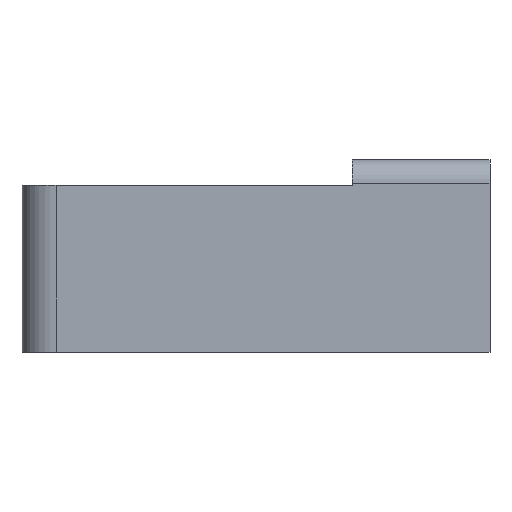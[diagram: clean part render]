
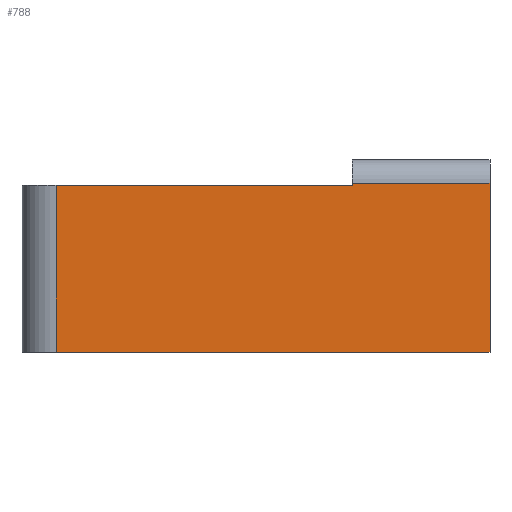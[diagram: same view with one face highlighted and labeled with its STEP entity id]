
A CAD part, front view. The second image highlights one B-rep face of the part: STEP entity #788.
In plain terms, the highlighted planar face has unit normal (0, -1, 0).
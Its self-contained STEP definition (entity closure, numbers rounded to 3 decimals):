
#10 = DIRECTION ( 'NONE',  ( 0., -1., 0. ) ) ;
#22 = LINE ( 'NONE', #231, #748 ) ;
#24 = LINE ( 'NONE', #654, #98 ) ;
#26 = ORIENTED_EDGE ( 'NONE', *, *, #415, .F. ) ;
#30 = ORIENTED_EDGE ( 'NONE', *, *, #563, .F. ) ;
#38 = ORIENTED_EDGE ( 'NONE', *, *, #750, .T. ) ;
#80 = VERTEX_POINT ( 'NONE', #816 ) ;
#98 = VECTOR ( 'NONE', #980, 1000. ) ;
#111 = VERTEX_POINT ( 'NONE', #343 ) ;
#117 = CARTESIAN_POINT ( 'NONE',  ( 5.015, 0., 1.98 ) ) ;
#164 = AXIS2_PLACEMENT_3D ( 'NONE', #316, #10, #557 ) ;
#181 = CARTESIAN_POINT ( 'NONE',  ( -5.015, 0., 1.93 ) ) ;
#216 = EDGE_CURVE ( 'NONE', #943, #516, #715, .T. ) ;
#221 = VECTOR ( 'NONE', #358, 1000. ) ;
#231 = CARTESIAN_POINT ( 'NONE',  ( 1.835, 0., 1.93 ) ) ;
#233 = EDGE_CURVE ( 'NONE', #477, #516, #24, .T. ) ;
#259 = LINE ( 'NONE', #920, #983 ) ;
#286 = FACE_OUTER_BOUND ( 'NONE', #423, .T. ) ;
#292 = CARTESIAN_POINT ( 'NONE',  ( 5.015, 0., 1.98 ) ) ;
#316 = CARTESIAN_POINT ( 'NONE',  ( 5.015, 0., 1.93 ) ) ;
#343 = CARTESIAN_POINT ( 'NONE',  ( -5.015, 0., 1.93 ) ) ;
#358 = DIRECTION ( 'NONE',  ( 0., 0., -1. ) ) ;
#383 = EDGE_CURVE ( 'NONE', #111, #477, #656, .T. ) ;
#398 = VECTOR ( 'NONE', #514, 1000. ) ;
#415 = EDGE_CURVE ( 'NONE', #543, #943, #419, .T. ) ;
#419 = LINE ( 'NONE', #117, #398 ) ;
#423 = EDGE_LOOP ( 'NONE', ( #957, #823, #26, #38, #30, #677 ) ) ;
#466 = PLANE ( 'NONE',  #164 ) ;
#477 = VERTEX_POINT ( 'NONE', #679 ) ;
#514 = DIRECTION ( 'NONE',  ( 1., 0., 0. ) ) ;
#516 = VERTEX_POINT ( 'NONE', #915 ) ;
#543 = VERTEX_POINT ( 'NONE', #843 ) ;
#557 = DIRECTION ( 'NONE',  ( 0., 0., -1. ) ) ;
#563 = EDGE_CURVE ( 'NONE', #111, #80, #259, .T. ) ;
#632 = DIRECTION ( 'NONE',  ( 0., 0., -1. ) ) ;
#654 = CARTESIAN_POINT ( 'NONE',  ( 5.015, 0., -1.93 ) ) ;
#656 = LINE ( 'NONE', #181, #729 ) ;
#677 = ORIENTED_EDGE ( 'NONE', *, *, #383, .T. ) ;
#679 = CARTESIAN_POINT ( 'NONE',  ( -5.015, 0., -1.93 ) ) ;
#697 = DIRECTION ( 'NONE',  ( 1., 0., 0. ) ) ;
#715 = LINE ( 'NONE', #731, #221 ) ;
#729 = VECTOR ( 'NONE', #985, 1000. ) ;
#731 = CARTESIAN_POINT ( 'NONE',  ( 5.015, 0., 1.93 ) ) ;
#748 = VECTOR ( 'NONE', #632, 1000. ) ;
#750 = EDGE_CURVE ( 'NONE', #543, #80, #22, .T. ) ;
#788 = ADVANCED_FACE ( 'NONE', ( #286 ), #466, .T. ) ;
#816 = CARTESIAN_POINT ( 'NONE',  ( 1.835, 0., 1.93 ) ) ;
#823 = ORIENTED_EDGE ( 'NONE', *, *, #216, .F. ) ;
#843 = CARTESIAN_POINT ( 'NONE',  ( 1.835, 0., 1.98 ) ) ;
#915 = CARTESIAN_POINT ( 'NONE',  ( 5.015, 0., -1.93 ) ) ;
#920 = CARTESIAN_POINT ( 'NONE',  ( 5.015, 0., 1.93 ) ) ;
#943 = VERTEX_POINT ( 'NONE', #292 ) ;
#957 = ORIENTED_EDGE ( 'NONE', *, *, #233, .T. ) ;
#980 = DIRECTION ( 'NONE',  ( 1., 0., 0. ) ) ;
#983 = VECTOR ( 'NONE', #697, 1000. ) ;
#985 = DIRECTION ( 'NONE',  ( 0., 0., -1. ) ) ;
